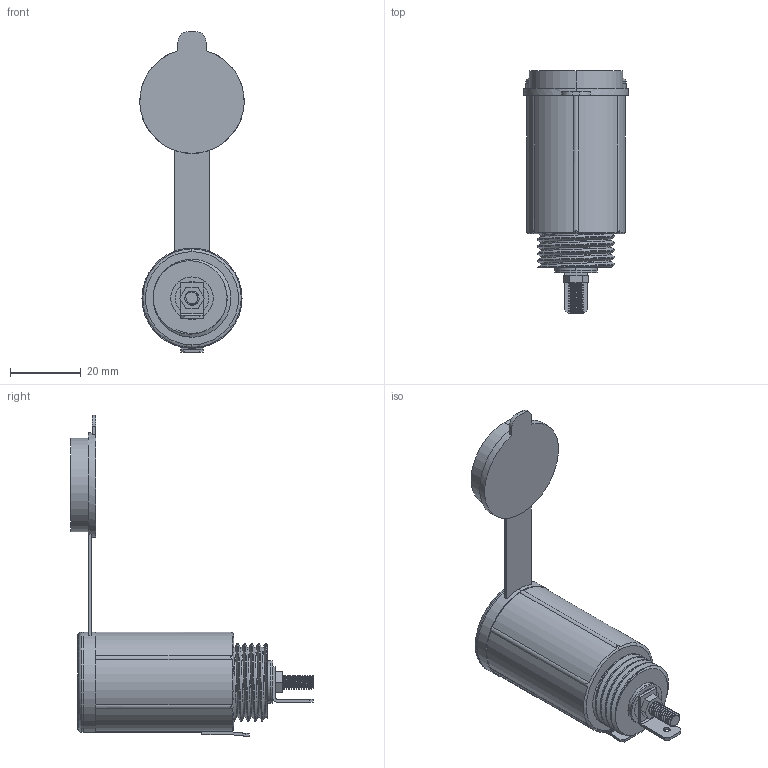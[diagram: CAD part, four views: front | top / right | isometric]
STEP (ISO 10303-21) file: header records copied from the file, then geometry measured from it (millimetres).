
FILE_DESCRIPTION (( 'STEP AP214' ), '1' );
FILE_NAME ('AS203B.STEP', '2024-06-26T03:45:45', ( '' ), ( '' ), 'SwSTEP 2.0', 'SolidWorks 2021', '' );
FILE_SCHEMA (( 'AUTOMOTIVE_DESIGN' ));
Length unit declared in the file: millimetre
Products named in the file (1): AS203B
Bounding box: 29.5 x 68.5 x 90.73 mm (x, y, z)
Volume: 13652.3 mm3; surface area: 14037.6 mm2
Topology: 7 solids, 7 shells, 168 faces, 425 edges, 281 vertices
Faces by surface type: cylinder 94, plane 60, bspline 6, cone 4, torus 4
Entity records: 9135 total; most frequent: CARTESIAN_POINT 5163, ORIENTED_EDGE 850, DIRECTION 773, EDGE_CURVE 425, AXIS2_PLACEMENT_3D 293, VERTEX_POINT 281, EDGE_LOOP 188, VECTOR 187
